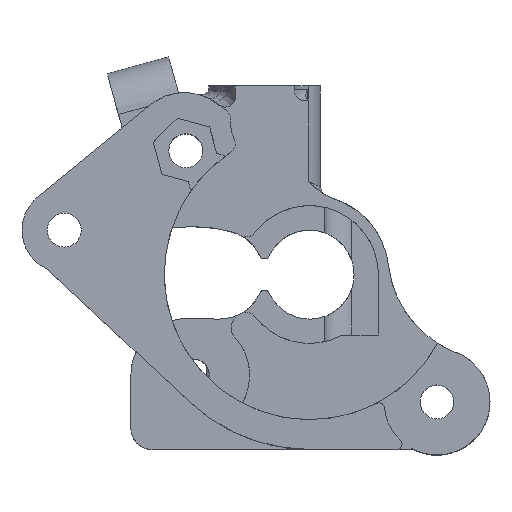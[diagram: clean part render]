
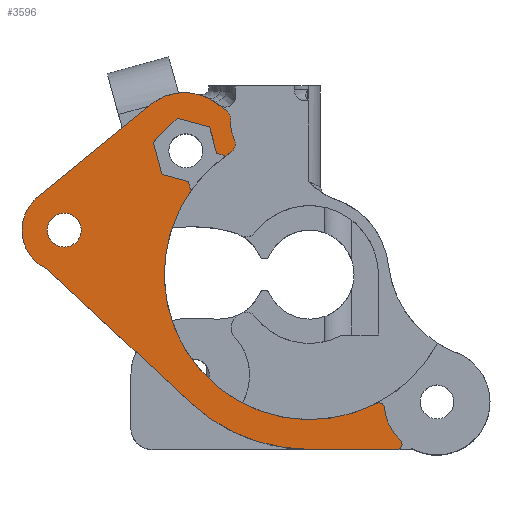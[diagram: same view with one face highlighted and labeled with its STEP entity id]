
A CAD part, top view. The second image highlights one B-rep face of the part: STEP entity #3596.
In plain terms, the highlighted planar face has unit normal (0, 0, 1).
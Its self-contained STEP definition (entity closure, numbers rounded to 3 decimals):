
#28=FACE_BOUND('',#544,.T.);
#339=FACE_OUTER_BOUND('',#543,.T.);
#543=EDGE_LOOP('',(#2473,#2474,#2475,#2476,#2477,#2478,#2479,#2480,#2481,
#2482,#2483,#2484,#2485,#2486,#2487,#2488,#2489,#2490,#2491,#2492,#2493,
#2494,#2495));
#544=EDGE_LOOP('',(#2496));
#760=CIRCLE('',#3820,13.7);
#762=CIRCLE('',#3822,13.7);
#776=CIRCLE('',#3847,16.5);
#777=CIRCLE('',#3848,0.5);
#778=CIRCLE('',#3849,5.);
#779=CIRCLE('',#3850,0.5);
#780=CIRCLE('',#3851,1.);
#781=CIRCLE('',#3852,3.6);
#782=CIRCLE('',#3853,1.);
#783=CIRCLE('',#3854,5.);
#784=CIRCLE('',#3855,4.);
#785=CIRCLE('',#3856,1.6);
#986=LINE('',#5804,#1211);
#989=LINE('',#5812,#1214);
#990=LINE('',#5819,#1215);
#991=LINE('',#5821,#1216);
#992=LINE('',#5823,#1217);
#993=LINE('',#5825,#1218);
#994=LINE('',#5827,#1219);
#995=LINE('',#5829,#1220);
#996=LINE('',#5830,#1221);
#997=LINE('',#5838,#1222);
#998=LINE('',#5842,#1223);
#999=LINE('',#5844,#1224);
#1211=VECTOR('',#4329,10.);
#1214=VECTOR('',#4336,10.);
#1215=VECTOR('',#4343,10.);
#1216=VECTOR('',#4344,10.);
#1217=VECTOR('',#4345,10.);
#1218=VECTOR('',#4346,10.);
#1219=VECTOR('',#4347,10.);
#1220=VECTOR('',#4348,10.);
#1221=VECTOR('',#4349,10.);
#1222=VECTOR('',#4356,10.);
#1223=VECTOR('',#4359,10.);
#1224=VECTOR('',#4360,10.);
#1445=VERTEX_POINT('',#5489);
#1446=VERTEX_POINT('',#5491);
#1449=VERTEX_POINT('',#5497);
#1450=VERTEX_POINT('',#5499);
#1476=VERTEX_POINT('',#5800);
#1478=VERTEX_POINT('',#5803);
#1480=VERTEX_POINT('',#5809);
#1481=VERTEX_POINT('',#5811);
#1482=VERTEX_POINT('',#5813);
#1483=VERTEX_POINT('',#5815);
#1484=VERTEX_POINT('',#5818);
#1485=VERTEX_POINT('',#5820);
#1486=VERTEX_POINT('',#5822);
#1487=VERTEX_POINT('',#5824);
#1488=VERTEX_POINT('',#5826);
#1489=VERTEX_POINT('',#5828);
#1490=VERTEX_POINT('',#5831);
#1491=VERTEX_POINT('',#5833);
#1492=VERTEX_POINT('',#5835);
#1493=VERTEX_POINT('',#5837);
#1494=VERTEX_POINT('',#5839);
#1495=VERTEX_POINT('',#5841);
#1496=VERTEX_POINT('',#5843);
#1497=VERTEX_POINT('',#5846);
#1825=EDGE_CURVE('',#1445,#1446,#760,.T.);
#1829=EDGE_CURVE('',#1449,#1450,#762,.T.);
#1866=EDGE_CURVE('',#1478,#1476,#986,.T.);
#1869=EDGE_CURVE('',#1480,#1476,#776,.T.);
#1870=EDGE_CURVE('',#1481,#1480,#989,.F.);
#1871=EDGE_CURVE('',#1482,#1481,#777,.T.);
#1872=EDGE_CURVE('',#1482,#1483,#778,.T.);
#1873=EDGE_CURVE('',#1450,#1483,#779,.T.);
#1874=EDGE_CURVE('',#1484,#1449,#990,.T.);
#1875=EDGE_CURVE('',#1484,#1485,#991,.T.);
#1876=EDGE_CURVE('',#1485,#1486,#992,.T.);
#1877=EDGE_CURVE('',#1486,#1487,#993,.T.);
#1878=EDGE_CURVE('',#1487,#1488,#994,.T.);
#1879=EDGE_CURVE('',#1488,#1489,#995,.T.);
#1880=EDGE_CURVE('',#1446,#1489,#996,.T.);
#1881=EDGE_CURVE('',#1490,#1445,#780,.T.);
#1882=EDGE_CURVE('',#1491,#1490,#781,.T.);
#1883=EDGE_CURVE('',#1492,#1491,#782,.T.);
#1884=EDGE_CURVE('',#1492,#1493,#997,.T.);
#1885=EDGE_CURVE('',#1493,#1494,#783,.T.);
#1886=EDGE_CURVE('',#1494,#1495,#998,.T.);
#1887=EDGE_CURVE('',#1495,#1496,#999,.T.);
#1888=EDGE_CURVE('',#1496,#1478,#784,.T.);
#1889=EDGE_CURVE('',#1497,#1497,#785,.T.);
#2473=ORIENTED_EDGE('',*,*,#1869,.F.);
#2474=ORIENTED_EDGE('',*,*,#1870,.F.);
#2475=ORIENTED_EDGE('',*,*,#1871,.F.);
#2476=ORIENTED_EDGE('',*,*,#1872,.T.);
#2477=ORIENTED_EDGE('',*,*,#1873,.F.);
#2478=ORIENTED_EDGE('',*,*,#1829,.F.);
#2479=ORIENTED_EDGE('',*,*,#1874,.F.);
#2480=ORIENTED_EDGE('',*,*,#1875,.T.);
#2481=ORIENTED_EDGE('',*,*,#1876,.T.);
#2482=ORIENTED_EDGE('',*,*,#1877,.T.);
#2483=ORIENTED_EDGE('',*,*,#1878,.T.);
#2484=ORIENTED_EDGE('',*,*,#1879,.T.);
#2485=ORIENTED_EDGE('',*,*,#1880,.F.);
#2486=ORIENTED_EDGE('',*,*,#1825,.F.);
#2487=ORIENTED_EDGE('',*,*,#1881,.F.);
#2488=ORIENTED_EDGE('',*,*,#1882,.F.);
#2489=ORIENTED_EDGE('',*,*,#1883,.F.);
#2490=ORIENTED_EDGE('',*,*,#1884,.T.);
#2491=ORIENTED_EDGE('',*,*,#1885,.T.);
#2492=ORIENTED_EDGE('',*,*,#1886,.T.);
#2493=ORIENTED_EDGE('',*,*,#1887,.T.);
#2494=ORIENTED_EDGE('',*,*,#1888,.T.);
#2495=ORIENTED_EDGE('',*,*,#1866,.T.);
#2496=ORIENTED_EDGE('',*,*,#1889,.T.);
#3519=PLANE('',#3846);
#3596=ADVANCED_FACE('',(#339,#28),#3519,.F.);
#3820=AXIS2_PLACEMENT_3D('',#5492,#4264,#4265);
#3822=AXIS2_PLACEMENT_3D('',#5500,#4270,#4271);
#3846=AXIS2_PLACEMENT_3D('',#5808,#4332,#4333);
#3847=AXIS2_PLACEMENT_3D('',#5810,#4334,#4335);
#3848=AXIS2_PLACEMENT_3D('',#5814,#4337,#4338);
#3849=AXIS2_PLACEMENT_3D('',#5816,#4339,#4340);
#3850=AXIS2_PLACEMENT_3D('',#5817,#4341,#4342);
#3851=AXIS2_PLACEMENT_3D('',#5832,#4350,#4351);
#3852=AXIS2_PLACEMENT_3D('',#5834,#4352,#4353);
#3853=AXIS2_PLACEMENT_3D('',#5836,#4354,#4355);
#3854=AXIS2_PLACEMENT_3D('',#5840,#4357,#4358);
#3855=AXIS2_PLACEMENT_3D('',#5845,#4361,#4362);
#3856=AXIS2_PLACEMENT_3D('',#5847,#4363,#4364);
#4264=DIRECTION('center_axis',(0.,0.,
1.));
#4265=DIRECTION('ref_axis',(-0.974,0.228,0.));
#4270=DIRECTION('center_axis',(0.,0.,
1.));
#4271=DIRECTION('ref_axis',(1.,0.,0.));
#4329=DIRECTION('',(0.732,-0.681,0.));
#4332=DIRECTION('center_axis',(0.,0.,
-1.));
#4333=DIRECTION('ref_axis',(-1.,0.,0.));
#4334=DIRECTION('center_axis',(0.,0.,
-1.));
#4335=DIRECTION('ref_axis',(1.,0.,0.));
#4336=DIRECTION('',(1.,0.,0.));
#4337=DIRECTION('center_axis',(0.,0.,
-1.));
#4338=DIRECTION('ref_axis',(0.,1.,0.));
#4339=DIRECTION('center_axis',(0.,0.,
-1.));
#4340=DIRECTION('ref_axis',(-1.,0.,0.));
#4341=DIRECTION('center_axis',(0.,0.,
-1.));
#4342=DIRECTION('ref_axis',(0.473,0.881,0.));
#4343=DIRECTION('',(0.326,-0.945,0.));
#4344=DIRECTION('',(-0.966,0.259,0.));
#4345=DIRECTION('',(-0.259,0.966,0.));
#4346=DIRECTION('',(0.707,0.707,0.));
#4347=DIRECTION('',(0.966,-0.259,0.));
#4348=DIRECTION('',(0.259,-0.966,0.));
#4349=DIRECTION('',(-0.945,0.326,0.));
#4350=DIRECTION('center_axis',(0.,0.,
-1.));
#4351=DIRECTION('ref_axis',(0.962,-0.272,0.));
#4352=DIRECTION('center_axis',(0.,0.,
1.));
#4353=DIRECTION('ref_axis',(0.966,-0.259,0.));
#4354=DIRECTION('center_axis',(0.,0.,
-1.));
#4355=DIRECTION('ref_axis',(0.908,0.42,0.));
#4356=DIRECTION('',(-0.806,0.592,0.));
#4357=DIRECTION('center_axis',(0.,0.,
1.));
#4358=DIRECTION('ref_axis',(1.,0.,0.));
#4359=DIRECTION('',(-0.774,-0.633,0.));
#4360=DIRECTION('',(-0.7,-0.714,0.));
#4361=DIRECTION('center_axis',(0.,0.,
1.));
#4362=DIRECTION('ref_axis',(-0.259,-0.966,0.));
#4363=DIRECTION('center_axis',(0.,0.,
-1.));
#4364=DIRECTION('ref_axis',(1.,0.,0.));
#5489=CARTESIAN_POINT('',(-3.788,-1.196,0.5));
#5491=CARTESIAN_POINT('',(-4.272,-1.525,0.5));
#5492=CARTESIAN_POINT('Origin',(3.665,-12.691,0.5));
#5497=CARTESIAN_POINT('',(-7.501,-4.754,0.5));
#5499=CARTESIAN_POINT('',(9.986,-24.846,0.5));
#5500=CARTESIAN_POINT('Origin',(3.665,-12.691,0.5));
#5800=CARTESIAN_POINT('',(-7.579,-24.767,0.5));
#5803=CARTESIAN_POINT('',(-21.135,-12.145,0.5));
#5804=CARTESIAN_POINT('',(-19.527,-13.642,0.5));
#5808=CARTESIAN_POINT('Origin',(15.168,-23.519,0.5));
#5809=CARTESIAN_POINT('',(3.665,-29.191,0.5));
#5810=CARTESIAN_POINT('Origin',(3.665,-12.691,0.5));
#5811=CARTESIAN_POINT('',(11.889,-29.191,0.5));
#5812=CARTESIAN_POINT('',(13.354,-29.191,0.5));
#5813=CARTESIAN_POINT('',(12.234,-28.33,0.5));
#5814=CARTESIAN_POINT('Origin',(11.889,-28.691,0.5));
#5815=CARTESIAN_POINT('',(10.714,-25.237,0.5));
#5816=CARTESIAN_POINT('Origin',(15.686,-24.712,0.5));
#5817=CARTESIAN_POINT('Origin',(10.216,-25.29,0.5));
#5818=CARTESIAN_POINT('',(-7.786,-3.929,0.5));
#5819=CARTESIAN_POINT('',(-3.453,-16.485,0.5));
#5820=CARTESIAN_POINT('',(-10.248,-3.27,0.5));
#5821=CARTESIAN_POINT('',(5.854,-7.584,0.5));
#5822=CARTESIAN_POINT('',(-11.069,-0.202,0.5));
#5823=CARTESIAN_POINT('',(-6.865,-15.893,0.5));
#5824=CARTESIAN_POINT('',(-8.824,2.043,0.5));
#5825=CARTESIAN_POINT('',(-10.339,0.528,0.5));
#5826=CARTESIAN_POINT('',(-5.757,1.221,0.5));
#5827=CARTESIAN_POINT('',(5.564,-1.812,0.5));
#5828=CARTESIAN_POINT('',(-5.097,-1.24,0.5));
#5829=CARTESIAN_POINT('',(-1.963,-12.936,0.5));
#5830=CARTESIAN_POINT('',(7.657,-5.642,0.5));
#5831=CARTESIAN_POINT('',(-3.429,0.074,0.5));
#5832=CARTESIAN_POINT('Origin',(-4.332,-0.357,0.5));
#5833=CARTESIAN_POINT('',(-3.771,1.88,0.5));
#5834=CARTESIAN_POINT('Origin',(-0.18,1.623,0.5));
#5835=CARTESIAN_POINT('',(-4.177,2.758,0.5));
#5836=CARTESIAN_POINT('Origin',(-4.768,1.952,0.5));
#5837=CARTESIAN_POINT('',(-5.173,3.489,0.5));
#5838=CARTESIAN_POINT('',(-4.731,3.165,0.5));
#5839=CARTESIAN_POINT('',(-11.296,3.33,0.5));
#5840=CARTESIAN_POINT('Origin',(-8.132,-0.541,0.5));
#5841=CARTESIAN_POINT('',(-22.166,-5.554,0.5));
#5842=CARTESIAN_POINT('',(-15.964,-0.485,0.5));
#5843=CARTESIAN_POINT('',(-22.321,-5.711,0.5));
#5844=CARTESIAN_POINT('',(-21.785,-5.165,0.5));
#5845=CARTESIAN_POINT('Origin',(-19.464,-8.511,0.5));
#5846=CARTESIAN_POINT('',(-21.064,-8.511,0.5));
#5847=CARTESIAN_POINT('Origin',(-19.464,-8.511,0.5));
